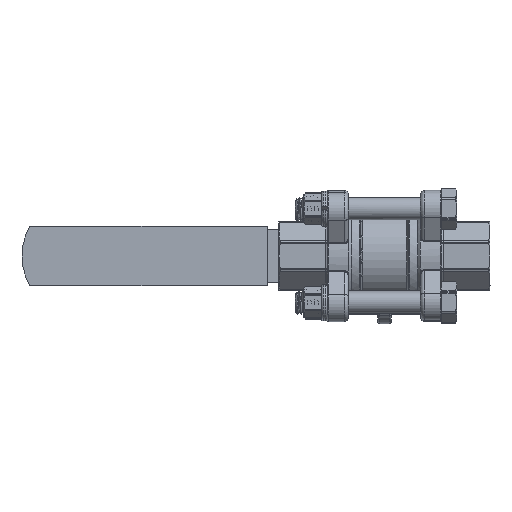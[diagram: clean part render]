
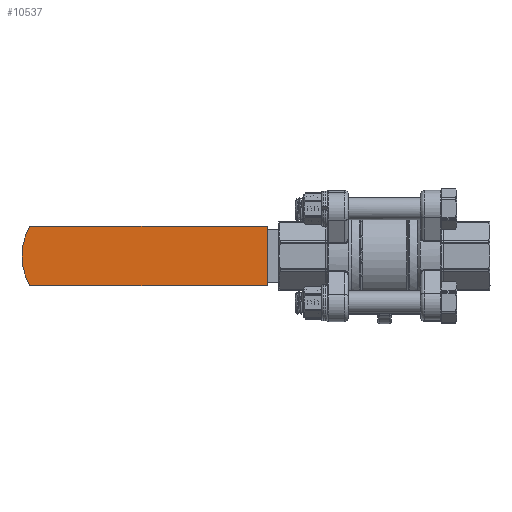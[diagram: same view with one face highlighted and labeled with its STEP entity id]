
A CAD part, front view. The second image highlights one B-rep face of the part: STEP entity #10537.
In plain terms, the highlighted planar face has unit normal (0, -1, 0).
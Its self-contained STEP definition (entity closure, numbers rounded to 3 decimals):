
#10428=CARTESIAN_POINT('',(-41.603,56.,-10.499));
#10429=VERTEX_POINT('',#10428);
#10430=CARTESIAN_POINT('',(-126.103,56.,-10.499));
#10431=VERTEX_POINT('',#10430);
#10432=CARTESIAN_POINT('',(-41.603,56.,-10.499));
#10433=DIRECTION('',(-1.0,0.0,0.0));
#10434=VECTOR('',#10433,84.5);
#10435=LINE('',#10432,#10434);
#10436=EDGE_CURVE('',#10429,#10431,#10435,.T.);
#10459=CARTESIAN_POINT('',(-126.103,56.,10.501));
#10460=VERTEX_POINT('',#10459);
#10461=CARTESIAN_POINT('',(-107.151,56.,0.001));
#10462=DIRECTION('',(0.0,1.,0.0));
#10463=DIRECTION('',(-0.875,0.0,-0.485));
#10464=AXIS2_PLACEMENT_3D('',#10461,#10462,#10463);
#10465=CIRCLE('',#10464,21.667);
#10466=EDGE_CURVE('',#10431,#10460,#10465,.T.);
#10484=CARTESIAN_POINT('',(-41.603,56.,10.501));
#10485=VERTEX_POINT('',#10484);
#10486=CARTESIAN_POINT('',(-126.103,56.,10.501));
#10487=DIRECTION('',(1.0,0.0,0.0));
#10488=VECTOR('',#10487,84.5);
#10489=LINE('',#10486,#10488);
#10490=EDGE_CURVE('',#10460,#10485,#10489,.T.);
#10508=CARTESIAN_POINT('',(-41.603,56.,10.501));
#10509=DIRECTION('',(0.0,0.0,-1.0));
#10510=VECTOR('',#10509,21.0);
#10511=LINE('',#10508,#10510);
#10512=EDGE_CURVE('',#10485,#10429,#10511,.T.);
#10526=CARTESIAN_POINT('',(-128.818,56.,0.001));
#10527=DIRECTION('',(0.0,1.0,0.0));
#10528=DIRECTION('',(0.0,0.0,-1.0));
#10529=AXIS2_PLACEMENT_3D('',#10526,#10527,#10528);
#10530=PLANE('',#10529);
#10531=ORIENTED_EDGE('',*,*,#10512,.F.);
#10532=ORIENTED_EDGE('',*,*,#10490,.F.);
#10533=ORIENTED_EDGE('',*,*,#10466,.F.);
#10534=ORIENTED_EDGE('',*,*,#10436,.F.);
#10535=EDGE_LOOP('',(#10531,#10532,#10533,#10534));
#10536=FACE_OUTER_BOUND('',#10535,.T.);
#10537=ADVANCED_FACE('',(#10536),#10530,.F.);
